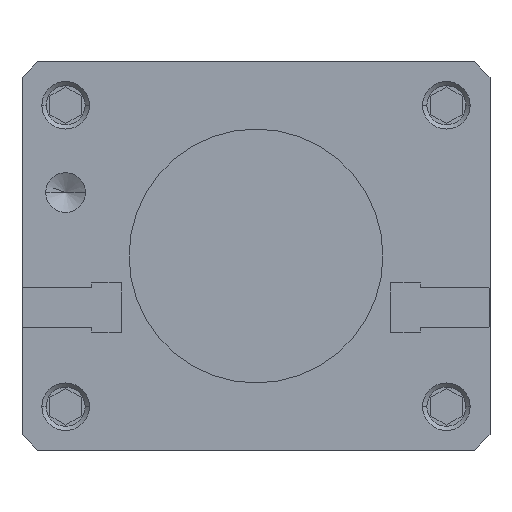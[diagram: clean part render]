
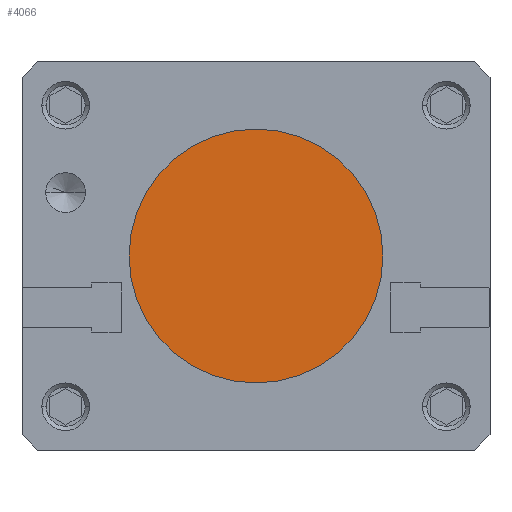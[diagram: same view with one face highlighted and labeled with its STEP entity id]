
A CAD part, front view. The second image highlights one B-rep face of the part: STEP entity #4066.
In plain terms, the highlighted planar face has unit normal (0, -1, 0).
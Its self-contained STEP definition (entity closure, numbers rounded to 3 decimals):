
#3428 = EDGE_CURVE( '', #7228, #3796, #8425, .T. );
#3796 = VERTEX_POINT( '', #8837 );
#4066 = ADVANCED_FACE( '', ( #9139 ), #9140, .F. );
#5870 = EDGE_CURVE( '', #3796, #7228, #11133, .T. );
#7228 = VERTEX_POINT( '', #12631 );
#8425 = CIRCLE( '', #14306, 16. );
#8837 = CARTESIAN_POINT( '', ( -16., 2.5, 0. ) );
#9139 = FACE_OUTER_BOUND( '', #15355, .T. );
#9140 = PLANE( '', #15356 );
#11133 = CIRCLE( '', #18317, 16. );
#12631 = CARTESIAN_POINT( '', ( 16., 2.5, 0. ) );
#14306 = AXIS2_PLACEMENT_3D( '', #22115, #22116, #22117 );
#15355 = EDGE_LOOP( '', ( #22955, #22956 ) );
#15356 = AXIS2_PLACEMENT_3D( '', #22957, #22958, #22959 );
#18317 = AXIS2_PLACEMENT_3D( '', #25187, #25188, #25189 );
#22115 = CARTESIAN_POINT( '', ( 0., 2.5, 0. ) );
#22116 = DIRECTION( '', ( 0., -1., 0. ) );
#22117 = DIRECTION( '', ( 1., 0., 0. ) );
#22955 = ORIENTED_EDGE( '', *, *, #3428, .T. );
#22956 = ORIENTED_EDGE( '', *, *, #5870, .T. );
#22957 = CARTESIAN_POINT( '', ( 0., 2.5, 0. ) );
#22958 = DIRECTION( '', ( 0., 1., 0. ) );
#22959 = DIRECTION( '', ( 0., 0., 1. ) );
#25187 = CARTESIAN_POINT( '', ( 0., 2.5, 0. ) );
#25188 = DIRECTION( '', ( 0., -1., 0. ) );
#25189 = DIRECTION( '', ( 1., 0., 0. ) );
